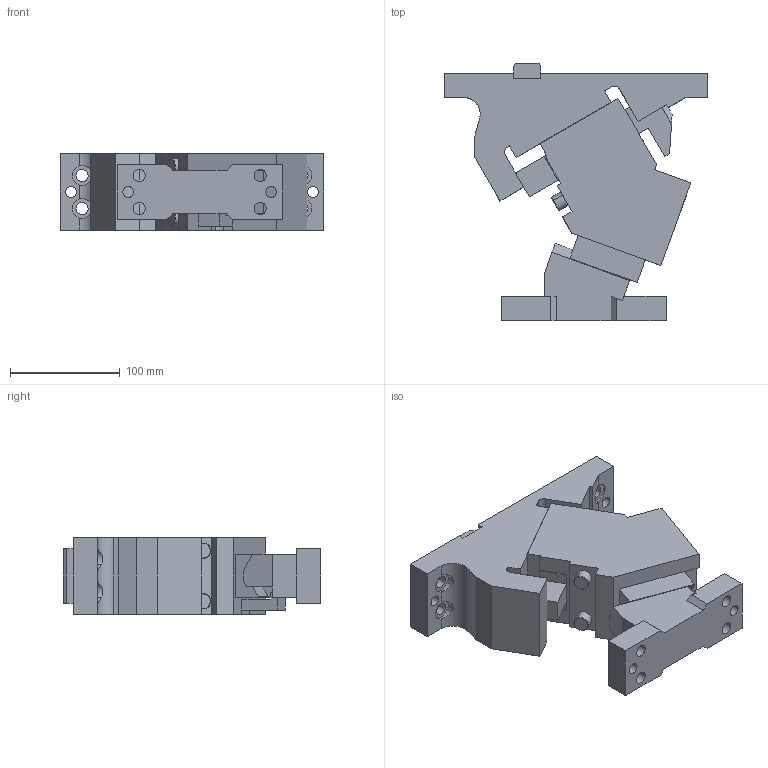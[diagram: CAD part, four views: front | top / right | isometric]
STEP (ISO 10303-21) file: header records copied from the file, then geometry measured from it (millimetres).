
FILE_DESCRIPTION(('CATIA V5 STEP Exchange'),'2;1');
FILE_NAME('CACN_70_20.stp','2015-04-23T08:57:09+00:00',('none'),('none'),'CATIA Version 5 Release 19 SP 2 (IN-10)','CATIA V5 STEP AP203','none');
FILE_SCHEMA(('CONFIG_CONTROL_DESIGN'));
Length unit declared in the file: millimetre
Products named in the file (1): CACN_70_20
Bounding box: 240 x 234 x 70 mm (x, y, z)
Volume: 1842813.4 mm3; surface area: 207799 mm2
Topology: 3 solids, 5 shells, 251 faces, 693 edges, 454 vertices
Faces by surface type: plane 170, cylinder 71, cone 6, torus 4
Entity records: 8237 total; most frequent: CARTESIAN_POINT 1991, ORIENTED_EDGE 1374, DIRECTION 1081, EDGE_CURVE 687, VECTOR 520, LINE 520, VERTEX_POINT 454, AXIS2_PLACEMENT_3D 346
